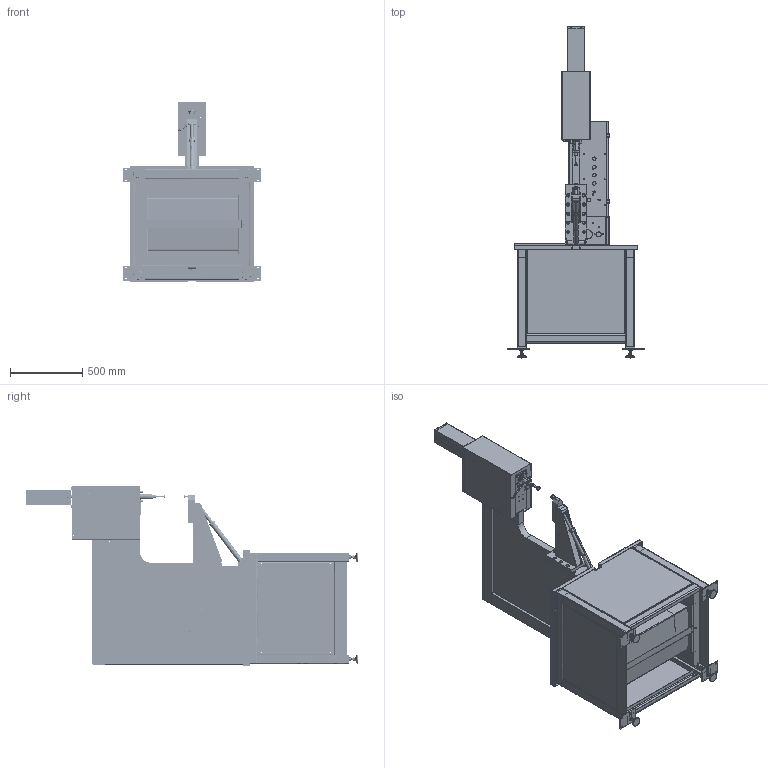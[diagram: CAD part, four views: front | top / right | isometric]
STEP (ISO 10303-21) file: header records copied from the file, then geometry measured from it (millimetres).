
FILE_DESCRIPTION (( 'STEP AP214' ), '1' );
FILE_NAME ('HP6 ASSEMBLY V4.0.STEP', '2025-08-18T18:29:52', ( '' ), ( '' ), 'SwSTEP 2.0', 'SolidWorks 2024', '' );
FILE_SCHEMA (( 'AUTOMOTIVE_DESIGN' ));
Length unit declared in the file: millimetre
Products named in the file (52): 10-00125-4-.IGS; H-005-2.IGS; hex nuts, style 1-grades ab gb_GB_FASTENER_NUT_SNAB1  B M24-N.IGS; HP6 C-SUPPORT ROD.IGS; 10-00040-.IGS; M6PressNut_S-M6-1-.IGS; 10-01232 µç¿ØÏä.IGS; M5PressNut_S-M5-1-.IGS; 10-00134-.IGS; 10-00155-.IGS; 11-00236-.IGS; H-3501-3-.IGS; 10-00059-A-.IGS; 10-00034-.IGS; H-166-9-.IGS; 10-00048 HYD DOOR.IGS; 10-01243_Default_As Machined_-.IGS; 618ÓÍ¸×-.IGS; H-005-3.IGS; 10-00036 HYD COVER.IGS; HP6 C-SCREW  ROD.IGS; 10-00936 µç¿ØÏäÃÅ.IGS; 10-01260_Default_As Machined_-.IGS; M6PressNut_S-M6-2-.IGS; 10-00025- HP6-RIGHT SHEET V4.0.IGS; 10-00059-B-.IGS; 10-00124_Default_As Machined_-.IGS; 10-0015--.IGS; HP6 ASSEMBLY V4.0; 10-00154-.IGS; 10-00032 HP6 SIDE COVER V3.0.IGS; 10-00113_HP6 PROFILE V4.0.IGS; 10-00125-3-.IGS; 15-00076-.IGS; H-108-0020L-.IGS; HP6 C-FRAME V4.0.IGS; 10-00125-2-.IGS; 10-01241 ELE PANEL.IGS; H-108-0020-.IGS; H-005-1.IGS ...
Assembly tree (108 placements, depth 3):
  HP6 ASSEMBLY V4.0
    HP6 ASSEMBLY V4.0.IGS
      10-00113_HP6 PROFILE V4.0.IGS
      M6PressNut_S-M6-1-.IGS  x22
      M6PressNut_S-M6-2-.IGS  x10
      10-00124_Default_As Machined_-.IGS  x2
      10-01473-.IGS
      10-01260_Default_As Machined_-.IGS
      10-01414_Default_As Machined_-.IGS
      10-01243_Default_As Machined_-.IGS
      HP6 C-FRAME V4.0.IGS
      10-00125-3-.IGS
      10-00125-4-.IGS  x6
      10-00125-2-.IGS  x2
      15-00076-.IGS  x4
      15-01160-.IGS  x4
      10-00043-.IGS
      10-00053-.IGS
      10-00040-.IGS
      10-00034-.IGS
      10-00030-HP6 TOP COVER V3.0.IGS
      M5PressNut_S-M5-1-.IGS  x4
      10-00032 HP6 SIDE COVER V3.0.IGS
      10-00042-.IGS
      10-00155-.IGS
      10-00154-.IGS
      618ÓÍ¸×-.IGS
      10-0015--.IGS
      11-00236-.IGS
      H-3501-3-.IGS
      H-108-0020L-.IGS
      ¹þ¸ñ°²È«¿ª¹ØÒý³öÏßÌ×¹Ü-.IGS
      H-005-1.IGS
      H-005-2.IGS
      H-005-3.IGS  x2
      H-166-9-.IGS
      H-108-0020-.IGS
      HP6 C-SUPPORT ROD.IGS
      hex nuts, style 1-grades ab gb_GB_FASTENER_NUT_SNAB1  B M24-N.IGS
      HP6 C-SCREW  ROD.IGS
      10-00134-.IGS
      10-00936 µç¿ØÏäÃÅ.IGS
      10-01232 µç¿ØÏä.IGS
      10-00048 HYD DOOR.IGS
      10-00036 HYD COVER.IGS
      10-01241 ELE PANEL.IGS
      10-00059-C-.IGS  x2
      10-00059-A-.IGS  x2
      10-00059-B-.IGS  x2
      10-00024 HP6 LEFT SHEET V4.0.IGS
      M6 THREADED STUD_FH-M6-15-.IGS  x8
      10-00025- HP6-RIGHT SHEET V4.0.IGS
Bounding box: 952.5 x 2293.76 x 1251.13 mm (x, y, z)
Volume: 18752701.6 mm3; surface area: 19937671.1 mm2
Topology: 103 solids, 191 shells, 4439 faces, 11544 edges, 7508 vertices
Faces by surface type: bspline 4439
Entity records: 135521 total; most frequent: CARTESIAN_POINT 83992, ORIENTED_EDGE 15920, EDGE_CURVE 8506, B_SPLINE_CURVE_WITH_KNOTS 6650, VERTEX_POINT 5644, EDGE_LOOP 3962, FACE_OUTER_BOUND 3131, ADVANCED_FACE 3131
